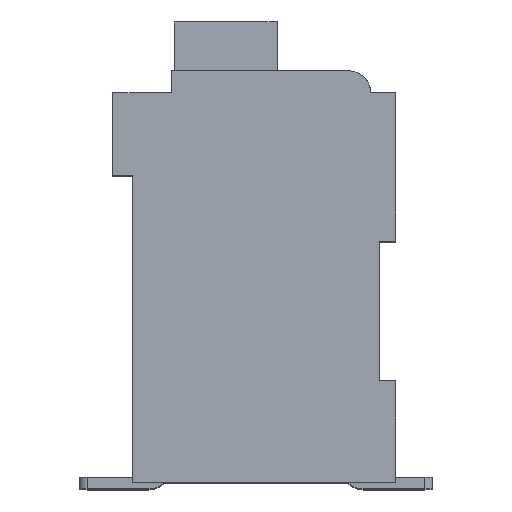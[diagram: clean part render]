
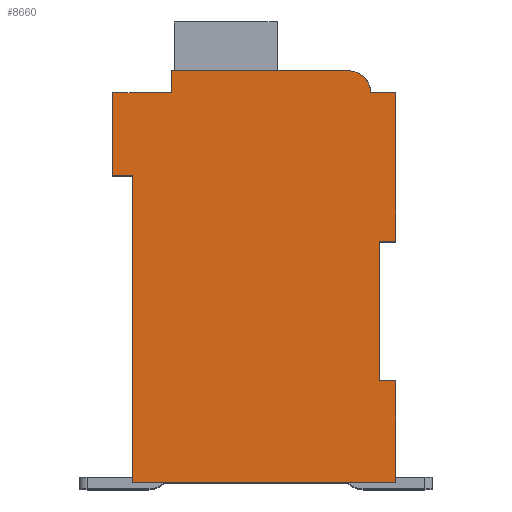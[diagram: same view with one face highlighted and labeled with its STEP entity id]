
A CAD part, top view. The second image highlights one B-rep face of the part: STEP entity #8660.
In plain terms, the highlighted planar face has unit normal (0, 0, 1).
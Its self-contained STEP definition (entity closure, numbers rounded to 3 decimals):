
#1042=DIRECTION('',(1.,0.,0.));
#1043=VECTOR('',#1042,0.5);
#1044=CARTESIAN_POINT('',(7.3,7.15,2.1));
#1045=LINE('',#1044,#1043);
#1046=DIRECTION('',(0.,1.,0.));
#1047=VECTOR('',#1046,4.15);
#1048=CARTESIAN_POINT('',(7.3,3.,2.1));
#1049=LINE('',#1048,#1047);
#1050=DIRECTION('',(-1.,0.,0.));
#1051=VECTOR('',#1050,0.5);
#1052=CARTESIAN_POINT('',(7.8,3.,2.1));
#1053=LINE('',#1052,#1051);
#1054=DIRECTION('',(0.,1.,0.));
#1055=VECTOR('',#1054,3.);
#1056=CARTESIAN_POINT('',(7.8,0.,2.1));
#1057=LINE('',#1056,#1055);
#1058=DIRECTION('',(1.,0.,0.));
#1059=VECTOR('',#1058,7.8);
#1060=CARTESIAN_POINT('',(0.,0.,2.1));
#1061=LINE('',#1060,#1059);
#1062=DIRECTION('',(0.,-1.,0.));
#1063=VECTOR('',#1062,9.1);
#1064=CARTESIAN_POINT('',(0.,9.1,2.1));
#1065=LINE('',#1064,#1063);
#1066=DIRECTION('',(1.,0.,0.));
#1067=VECTOR('',#1066,0.6);
#1068=CARTESIAN_POINT('',(-0.6,9.1,2.1));
#1069=LINE('',#1068,#1067);
#1070=DIRECTION('',(0.,-1.,0.));
#1071=VECTOR('',#1070,2.45);
#1072=CARTESIAN_POINT('',(-0.6,11.55,2.1));
#1073=LINE('',#1072,#1071);
#1074=DIRECTION('',(-1.,0.,0.));
#1075=VECTOR('',#1074,1.75);
#1076=CARTESIAN_POINT('',(1.15,11.55,2.1));
#1077=LINE('',#1076,#1075);
#1078=DIRECTION('',(0.,-1.,0.));
#1079=VECTOR('',#1078,0.65);
#1080=CARTESIAN_POINT('',(1.15,12.2,2.1));
#1081=LINE('',#1080,#1079);
#1082=DIRECTION('',(-1.,0.,0.));
#1083=VECTOR('',#1082,5.25);
#1084=CARTESIAN_POINT('',(6.4,12.2,2.1));
#1085=LINE('',#1084,#1083);
#1086=CARTESIAN_POINT('',(6.4,11.55,2.1));
#1087=DIRECTION('',(0.,0.,1.));
#1088=DIRECTION('',(1.,0.,0.));
#1089=AXIS2_PLACEMENT_3D('',#1086,#1087,#1088);
#1091=DIRECTION('',(-1.,0.,0.));
#1092=VECTOR('',#1091,0.75);
#1093=CARTESIAN_POINT('',(7.8,11.55,2.1));
#1094=LINE('',#1093,#1092);
#1095=DIRECTION('',(0.,1.,0.));
#1096=VECTOR('',#1095,4.4);
#1097=CARTESIAN_POINT('',(7.8,7.15,2.1));
#1098=LINE('',#1097,#1096);
#5791=CARTESIAN_POINT('',(7.3,7.15,2.1));
#5792=CARTESIAN_POINT('',(7.8,7.15,2.1));
#5793=VERTEX_POINT('',#5791);
#5794=VERTEX_POINT('',#5792);
#5795=CARTESIAN_POINT('',(7.8,11.55,2.1));
#5796=VERTEX_POINT('',#5795);
#5797=CARTESIAN_POINT('',(7.05,11.55,2.1));
#5798=VERTEX_POINT('',#5797);
#5799=CARTESIAN_POINT('',(6.4,12.2,2.1));
#5800=VERTEX_POINT('',#5799);
#5801=CARTESIAN_POINT('',(1.15,12.2,2.1));
#5802=VERTEX_POINT('',#5801);
#5803=CARTESIAN_POINT('',(1.15,11.55,2.1));
#5804=VERTEX_POINT('',#5803);
#5805=CARTESIAN_POINT('',(-0.6,11.55,2.1));
#5806=VERTEX_POINT('',#5805);
#5807=CARTESIAN_POINT('',(-0.6,9.1,2.1));
#5808=VERTEX_POINT('',#5807);
#5809=CARTESIAN_POINT('',(0.,9.1,2.1));
#5810=VERTEX_POINT('',#5809);
#5811=CARTESIAN_POINT('',(0.,0.,2.1));
#5812=VERTEX_POINT('',#5811);
#5813=CARTESIAN_POINT('',(7.8,0.,2.1));
#5814=VERTEX_POINT('',#5813);
#5815=CARTESIAN_POINT('',(7.8,3.,2.1));
#5816=VERTEX_POINT('',#5815);
#5817=CARTESIAN_POINT('',(7.3,3.,2.1));
#5818=VERTEX_POINT('',#5817);
#8630=CARTESIAN_POINT('',(0.,0.,2.1));
#8631=DIRECTION('',(0.,0.,1.));
#8632=DIRECTION('',(1.,0.,0.));
#8633=AXIS2_PLACEMENT_3D('',#8630,#8631,#8632);
#8634=PLANE('',#8633);
#8635=ORIENTED_EDGE('',*,*,#7592,.F.);
#8636=ORIENTED_EDGE('',*,*,#7913,.F.);
#8638=ORIENTED_EDGE('',*,*,#8637,.F.);
#8640=ORIENTED_EDGE('',*,*,#8639,.F.);
#8641=ORIENTED_EDGE('',*,*,#8101,.F.);
#8642=ORIENTED_EDGE('',*,*,#8042,.F.);
#8644=ORIENTED_EDGE('',*,*,#8643,.F.);
#8646=ORIENTED_EDGE('',*,*,#8645,.F.);
#8648=ORIENTED_EDGE('',*,*,#8647,.F.);
#8650=ORIENTED_EDGE('',*,*,#8649,.F.);
#8652=ORIENTED_EDGE('',*,*,#8651,.F.);
#8654=ORIENTED_EDGE('',*,*,#8653,.F.);
#8656=ORIENTED_EDGE('',*,*,#8655,.F.);
#8657=ORIENTED_EDGE('',*,*,#7769,.F.);
#8658=EDGE_LOOP('',(#8635,#8636,#8638,#8640,#8641,#8642,#8644,#8646,#8648,#8650,
#8652,#8654,#8656,#8657));
#8659=FACE_OUTER_BOUND('',#8658,.F.);
#1090=CIRCLE('',#1089,0.65);
#7592=EDGE_CURVE('',#5793,#5794,#1045,.T.);
#7769=EDGE_CURVE('',#5794,#5796,#1098,.T.);
#7913=EDGE_CURVE('',#5818,#5793,#1049,.T.);
#8042=EDGE_CURVE('',#5810,#5812,#1065,.T.);
#8101=EDGE_CURVE('',#5812,#5814,#1061,.T.);
#8637=EDGE_CURVE('',#5816,#5818,#1053,.T.);
#8639=EDGE_CURVE('',#5814,#5816,#1057,.T.);
#8643=EDGE_CURVE('',#5808,#5810,#1069,.T.);
#8645=EDGE_CURVE('',#5806,#5808,#1073,.T.);
#8647=EDGE_CURVE('',#5804,#5806,#1077,.T.);
#8649=EDGE_CURVE('',#5802,#5804,#1081,.T.);
#8651=EDGE_CURVE('',#5800,#5802,#1085,.T.);
#8653=EDGE_CURVE('',#5798,#5800,#1090,.T.);
#8655=EDGE_CURVE('',#5796,#5798,#1094,.T.);
#8660=ADVANCED_FACE('',(#8659),#8634,.T.);
